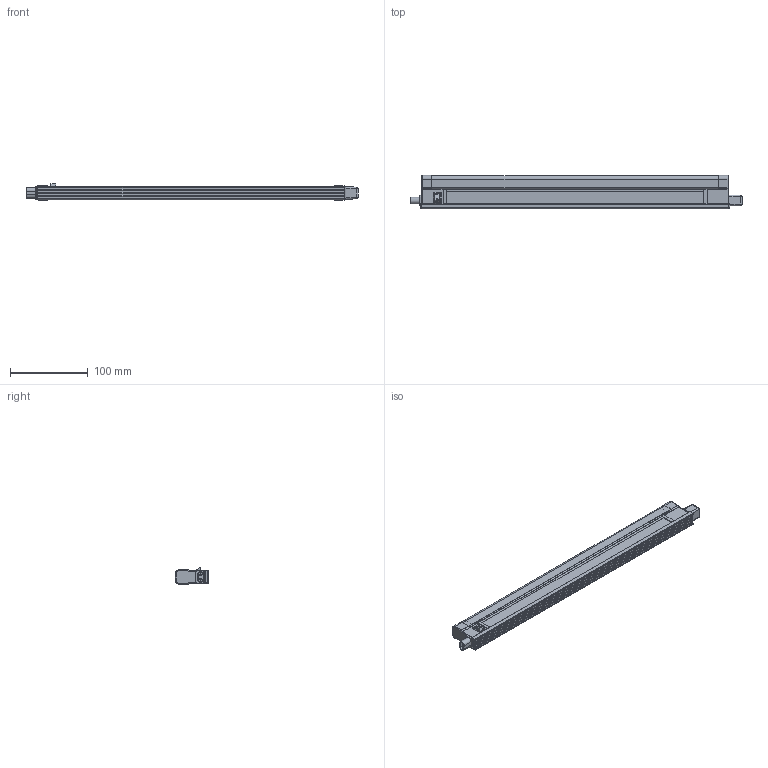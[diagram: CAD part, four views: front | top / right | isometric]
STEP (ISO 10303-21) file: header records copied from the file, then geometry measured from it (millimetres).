
FILE_DESCRIPTION (( 'STEP AP203' ), '1' );
FILE_NAME ('LLPO0-2004B-1-12-K01 Ñâåòèëüíèê ËÏÎ2004B 12Âò 230Â T4_G5 ÈÝÊ.STEP', '2017-06-23T12:35:07', ( '' ), ( '' ), 'SwSTEP 2.0', 'SolidWorks 2014', '' );
FILE_SCHEMA (( 'CONFIG_CONTROL_DESIGN' ));
Length unit declared in the file: millimetre
Products named in the file (1): LLPO0-2004B-1-12-K01 Ñâåòèëüíèê ËÏÎ2004B 12Âò 230Â T4_G5 ÈÝÊ
Bounding box: 427 x 43 x 21 mm (x, y, z)
Volume: 215767.3 mm3; surface area: 89846.8 mm2
Topology: 1 solids, 1 shells, 295 faces, 766 edges, 453 vertices
Faces by surface type: plane 151, cylinder 110, sphere 14, bspline 12, torus 8
Full cylindrical faces by diameter (mm): 1.539 x1, 1.811 x1, 2 x2, 12 x1
Entity records: 8975 total; most frequent: CARTESIAN_POINT 2000, ORIENTED_EDGE 1456, DIRECTION 1416, EDGE_CURVE 728, LINE 504, VECTOR 504, AXIS2_PLACEMENT_3D 456, VERTEX_POINT 448
